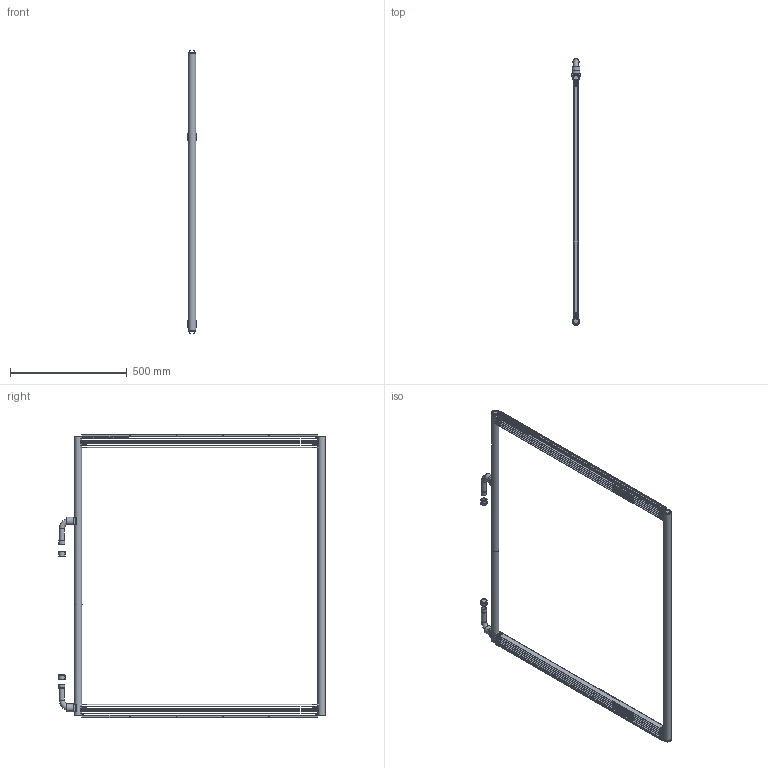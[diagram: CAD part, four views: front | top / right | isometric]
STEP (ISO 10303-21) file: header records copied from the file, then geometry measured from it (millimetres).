
FILE_DESCRIPTION(/* description */ ('Condenser'),/* implementation_level */ '2;1');
FILE_NAME(/* name */ 'X0-DF0071-09.stp',/* time_stamp */ '2024-02-28T13:33:17+08:00',/* author */ ('U262856'),/* organization */ (''),/* preprocessor_version */ 'ST-DEVELOPER v18.1',/* originating_system */ 'Autodesk Inventor 2022',/* authorisation */ '');
FILE_SCHEMA (('AUTOMOTIVE_DESIGN { 1 0 10303 214 3 1 1 }'));
Length unit declared in the file: millimetre
Products named in the file (17): Z0-DF0071; Y0-DF0071; H31-0317; H31-0240; S31b-1038; D03-DF0071; T04-0150; T03-0004; T06-0177; B31M-0455; G73-0002; T02-0009; T05-0023; T09-0008; T09-0120; T09-0146; T09-0064
Assembly tree (42 placements, depth 3):
  Z0-DF0071
    Y0-DF0071
      H31-0317
      H31-0240
      S31b-1038  x10
      D03-DF0071  x2
      T04-0150  x4
      T03-0004
      T06-0177  x2
      B31M-0455  x10
    G73-0002  x2
    T02-0009  x2
    T05-0023  x2
    T09-0008
    T09-0120
    T09-0146
    T09-0064
Bounding box: 35 x 1140.2 x 1212.5 mm (x, y, z)
Volume: 1117746.1 mm3; surface area: 1428635.5 mm2
Topology: 51 solids, 51 shells, 1782 faces, 4934 edges, 3272 vertices
Faces by surface type: plane 893, cylinder 831, torus 34, cone 24
Full cylindrical faces by diameter (mm): 3.2 x16, 18.5 x2, 19.8 x4, 21 x4, 22.2 x4, 22.4 x4, 23.8 x2, 24.6 x4, 24.8 x2, 26.8 x2, 27 x6, 28 x4, 28.4 x2, 32 x4, 33.4 x2
Entity records: 11067 total; most frequent: DIRECTION 1947, CARTESIAN_POINT 1816, ORIENTED_EDGE 1684, EDGE_CURVE 842, AXIS2_PLACEMENT_3D 719, VERTEX_POINT 554, LINE 509, VECTOR 509
